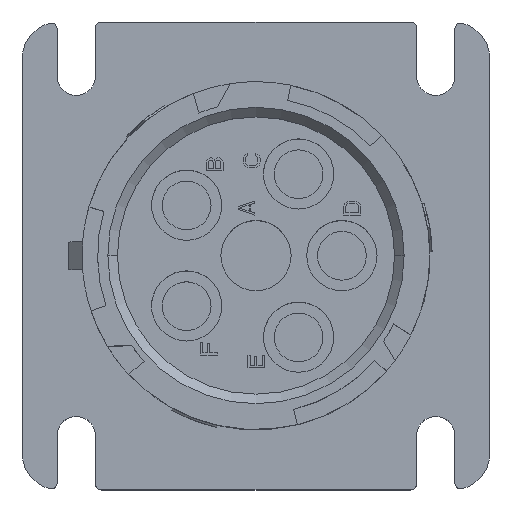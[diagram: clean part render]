
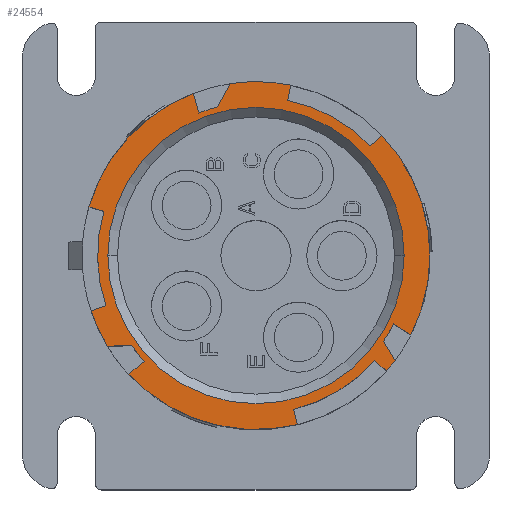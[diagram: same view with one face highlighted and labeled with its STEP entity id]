
A CAD part, top view. The second image highlights one B-rep face of the part: STEP entity #24554.
In plain terms, the highlighted planar face has unit normal (0, 0, 1).
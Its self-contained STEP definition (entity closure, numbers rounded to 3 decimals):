
#6635=CARTESIAN_POINT('',(0.,0.,23.5));
#6636=DIRECTION('',(0.,0.,1.));
#6637=DIRECTION('',(0.199,0.98,0.));
#6638=AXIS2_PLACEMENT_3D('',#6635,#6636,#6637);
#6640=CARTESIAN_POINT('',(0.,0.,23.5));
#6641=DIRECTION('',(0.,0.,1.));
#6642=DIRECTION('',(-0.361,0.933,0.));
#6643=AXIS2_PLACEMENT_3D('',#6640,#6641,#6642);
#6650=CARTESIAN_POINT('',(0.,0.,23.5));
#6651=DIRECTION('',(0.,0.,1.));
#6652=DIRECTION('',(-0.948,-0.317,0.));
#6653=AXIS2_PLACEMENT_3D('',#6650,#6651,#6652);
#6655=CARTESIAN_POINT('',(0.,0.,23.5));
#6656=DIRECTION('',(0.,0.,1.));
#6657=DIRECTION('',(-0.732,-0.681,0.));
#6658=AXIS2_PLACEMENT_3D('',#6655,#6656,#6657);
#6660=CARTESIAN_POINT('',(0.,0.,23.5));
#6661=DIRECTION('',(0.,0.,1.));
#6662=DIRECTION('',(0.749,-0.663,0.));
#6663=AXIS2_PLACEMENT_3D('',#6660,#6661,#6662);
#6665=CARTESIAN_POINT('',(0.,0.,23.5));
#6666=DIRECTION('',(0.,0.,1.));
#6667=DIRECTION('',(0.89,-0.455,0.));
#6668=AXIS2_PLACEMENT_3D('',#6665,#6666,#6667);
#6840=DIRECTION('',(0.722,0.692,0.));
#6841=VECTOR('',#6840,1.3);
#6842=CARTESIAN_POINT('',(9.53,9.133,23.5));
#6843=LINE('',#6842,#6841);
#6844=DIRECTION('',(-0.849,0.528,0.));
#6845=VECTOR('',#6844,1.707);
#6846=CARTESIAN_POINT('',(12.91,-6.602,23.5));
#6847=LINE('',#6846,#6845);
#6848=CARTESIAN_POINT('',(0.,0.,23.5));
#6849=DIRECTION('',(0.,0.,1.));
#6850=DIRECTION('',(0.831,-0.557,0.));
#6851=AXIS2_PLACEMENT_3D('',#6848,#6849,#6850);
#6853=DIRECTION('',(0.517,-0.856,0.));
#6854=VECTOR('',#6853,1.853);
#6855=CARTESIAN_POINT('',(10.632,-7.127,23.5));
#6856=LINE('',#6855,#6854);
#6857=DIRECTION('',(-0.749,0.663,0.));
#6858=VECTOR('',#6857,1.3);
#6859=CARTESIAN_POINT('',(10.859,-9.609,23.5));
#6860=LINE('',#6859,#6858);
#6861=CARTESIAN_POINT('',(0.,0.,23.5));
#6862=DIRECTION('',(0.,0.,1.));
#6863=DIRECTION('',(0.238,-0.971,0.));
#6864=AXIS2_PLACEMENT_3D('',#6861,#6862,#6863);
#6866=DIRECTION('',(0.238,-0.971,0.));
#6867=VECTOR('',#6866,1.3);
#6868=CARTESIAN_POINT('',(3.144,-12.82,23.5));
#6869=LINE('',#6868,#6867);
#6870=DIRECTION('',(0.777,0.629,0.));
#6871=VECTOR('',#6870,1.705);
#6872=CARTESIAN_POINT('',(-10.612,-9.881,23.5));
#6873=LINE('',#6872,#6871);
#6874=CARTESIAN_POINT('',(0.,0.,23.5));
#6875=DIRECTION('',(0.,0.,1.));
#6876=DIRECTION('',(-0.81,-0.586,0.));
#6877=AXIS2_PLACEMENT_3D('',#6874,#6875,#6876);
#6879=DIRECTION('',(-1.,-0.026,0.));
#6880=VECTOR('',#6879,2.006);
#6881=CARTESIAN_POINT('',(-10.373,-7.5,23.5));
#6882=LINE('',#6881,#6880);
#6883=DIRECTION('',(0.948,0.317,0.));
#6884=VECTOR('',#6883,1.3);
#6885=CARTESIAN_POINT('',(-13.751,-4.6,23.5));
#6886=LINE('',#6885,#6884);
#6887=CARTESIAN_POINT('',(0.,0.,23.5));
#6888=DIRECTION('',(0.,0.,1.));
#6889=DIRECTION('',(-0.96,0.279,0.));
#6890=AXIS2_PLACEMENT_3D('',#6887,#6888,#6889);
#6892=DIRECTION('',(-0.96,0.279,0.));
#6893=VECTOR('',#6892,1.3);
#6894=CARTESIAN_POINT('',(-12.675,3.687,23.5));
#6895=LINE('',#6894,#6893);
#6896=DIRECTION('',(0.269,-0.963,0.));
#6897=VECTOR('',#6896,1.709);
#6898=CARTESIAN_POINT('',(-5.227,13.525,23.5));
#6899=LINE('',#6898,#6897);
#6900=CARTESIAN_POINT('',(0.,0.,23.5));
#6901=DIRECTION('',(0.,0.,1.));
#6902=DIRECTION('',(-0.25,0.968,0.));
#6903=AXIS2_PLACEMENT_3D('',#6900,#6901,#6902);
#6905=DIRECTION('',(0.48,0.877,0.));
#6906=VECTOR('',#6905,2.222);
#6907=CARTESIAN_POINT('',(-3.2,12.394,23.5));
#6908=LINE('',#6907,#6906);
#6909=DIRECTION('',(-0.199,-0.98,0.));
#6910=VECTOR('',#6909,1.3);
#6911=CARTESIAN_POINT('',(2.892,14.209,23.5));
#6912=LINE('',#6911,#6910);
#6913=CARTESIAN_POINT('',(0.,0.,23.5));
#6914=DIRECTION('',(0.,0.,1.));
#6915=DIRECTION('',(0.722,0.692,0.));
#6916=AXIS2_PLACEMENT_3D('',#6913,#6914,#6915);
#6918=CARTESIAN_POINT('',(0.,0.,23.5));
#6919=DIRECTION('',(0.,0.,1.));
#6920=DIRECTION('',(1.,0.,0.));
#6921=AXIS2_PLACEMENT_3D('',#6918,#6919,#6920);
#6928=CARTESIAN_POINT('',(0.,0.,23.5));
#6929=DIRECTION('',(0.,0.,1.));
#6930=DIRECTION('',(-1.,0.,0.));
#6931=AXIS2_PLACEMENT_3D('',#6928,#6929,#6930);
#9816=CARTESIAN_POINT('',(-12.675,3.687,23.5));
#9817=CARTESIAN_POINT('',(-13.923,4.05,23.5));
#9818=VERTEX_POINT('',#9816);
#9819=VERTEX_POINT('',#9817);
#9820=CARTESIAN_POINT('',(-13.751,-4.6,23.5));
#9821=CARTESIAN_POINT('',(-12.518,-4.188,23.5));
#9822=VERTEX_POINT('',#9820);
#9823=VERTEX_POINT('',#9821);
#9836=CARTESIAN_POINT('',(-10.612,-9.881,23.5));
#9837=CARTESIAN_POINT('',(-9.287,-8.808,23.5));
#9838=VERTEX_POINT('',#9836);
#9839=VERTEX_POINT('',#9837);
#9840=CARTESIAN_POINT('',(-10.373,-7.5,23.5));
#9841=VERTEX_POINT('',#9840);
#9846=CARTESIAN_POINT('',(-12.378,-7.553,23.5));
#9847=VERTEX_POINT('',#9846);
#9852=CARTESIAN_POINT('',(10.632,-7.127,23.5));
#9853=CARTESIAN_POINT('',(11.59,-8.714,23.5));
#9854=VERTEX_POINT('',#9852);
#9855=VERTEX_POINT('',#9853);
#9856=CARTESIAN_POINT('',(12.91,-6.602,23.5));
#9857=CARTESIAN_POINT('',(11.461,-5.7,23.5));
#9858=VERTEX_POINT('',#9856);
#9859=VERTEX_POINT('',#9857);
#9868=CARTESIAN_POINT('',(-3.2,12.394,23.5));
#9869=CARTESIAN_POINT('',(-2.133,14.342,23.5));
#9870=VERTEX_POINT('',#9868);
#9871=VERTEX_POINT('',#9869);
#9872=CARTESIAN_POINT('',(-5.227,13.525,23.5));
#9873=CARTESIAN_POINT('',(-4.768,11.879,23.5));
#9874=VERTEX_POINT('',#9872);
#9875=VERTEX_POINT('',#9873);
#9928=CARTESIAN_POINT('',(12.35,0.,23.5));
#9929=CARTESIAN_POINT('',(-12.35,0.,23.5));
#9930=VERTEX_POINT('',#9928);
#9931=VERTEX_POINT('',#9929);
#10003=CARTESIAN_POINT('',(3.144,-12.82,23.5));
#10004=CARTESIAN_POINT('',(3.454,-14.083,23.5));
#10005=VERTEX_POINT('',#10003);
#10006=VERTEX_POINT('',#10004);
#10007=CARTESIAN_POINT('',(10.859,-9.609,23.5));
#10008=CARTESIAN_POINT('',(9.886,-8.747,23.5));
#10009=VERTEX_POINT('',#10007);
#10010=VERTEX_POINT('',#10008);
#10046=CARTESIAN_POINT('',(9.53,9.133,23.5));
#10047=CARTESIAN_POINT('',(10.469,10.033,23.5));
#10048=VERTEX_POINT('',#10046);
#10049=VERTEX_POINT('',#10047);
#10050=CARTESIAN_POINT('',(2.892,14.209,23.5));
#10051=CARTESIAN_POINT('',(2.633,12.935,23.5));
#10052=VERTEX_POINT('',#10050);
#10053=VERTEX_POINT('',#10051);
#24501=CARTESIAN_POINT('',(0.,0.,23.5));
#24502=DIRECTION('',(0.,0.,1.));
#24503=DIRECTION('',(0.,1.,0.));
#24504=AXIS2_PLACEMENT_3D('',#24501,#24502,#24503);
#24505=PLANE('',#24504);
#24507=ORIENTED_EDGE('',*,*,#24506,.T.);
#24508=ORIENTED_EDGE('',*,*,#24328,.F.);
#24510=ORIENTED_EDGE('',*,*,#24509,.T.);
#24512=ORIENTED_EDGE('',*,*,#24511,.F.);
#24514=ORIENTED_EDGE('',*,*,#24513,.T.);
#24515=ORIENTED_EDGE('',*,*,#24320,.F.);
#24517=ORIENTED_EDGE('',*,*,#24516,.T.);
#24519=ORIENTED_EDGE('',*,*,#24518,.F.);
#24521=ORIENTED_EDGE('',*,*,#24520,.T.);
#24522=ORIENTED_EDGE('',*,*,#24302,.F.);
#24524=ORIENTED_EDGE('',*,*,#24523,.T.);
#24526=ORIENTED_EDGE('',*,*,#24525,.F.);
#24528=ORIENTED_EDGE('',*,*,#24527,.T.);
#24529=ORIENTED_EDGE('',*,*,#24294,.F.);
#24531=ORIENTED_EDGE('',*,*,#24530,.T.);
#24533=ORIENTED_EDGE('',*,*,#24532,.F.);
#24535=ORIENTED_EDGE('',*,*,#24534,.T.);
#24536=ORIENTED_EDGE('',*,*,#24270,.F.);
#24538=ORIENTED_EDGE('',*,*,#24537,.T.);
#24540=ORIENTED_EDGE('',*,*,#24539,.F.);
#24542=ORIENTED_EDGE('',*,*,#24541,.T.);
#24543=ORIENTED_EDGE('',*,*,#24262,.F.);
#24544=ORIENTED_EDGE('',*,*,#24493,.T.);
#24545=ORIENTED_EDGE('',*,*,#24435,.F.);
#24546=EDGE_LOOP('',(#24507,#24508,#24510,#24512,#24514,#24515,#24517,#24519,
#24521,#24522,#24524,#24526,#24528,#24529,#24531,#24533,#24535,#24536,#24538,
#24540,#24542,#24543,#24544,#24545));
#24547=FACE_OUTER_BOUND('',#24546,.F.);
#24549=ORIENTED_EDGE('',*,*,#24548,.T.);
#24551=ORIENTED_EDGE('',*,*,#24550,.T.);
#24552=EDGE_LOOP('',(#24549,#24551));
#24553=FACE_BOUND('',#24552,.F.);
#24554=ADVANCED_FACE('',(#24547,#24553),#24505,.T.);
#6639=CIRCLE('',#6638,14.5);
#6644=CIRCLE('',#6643,14.5);
#6654=CIRCLE('',#6653,14.5);
#6659=CIRCLE('',#6658,14.5);
#6664=CIRCLE('',#6663,14.5);
#6669=CIRCLE('',#6668,14.5);
#6852=CIRCLE('',#6851,12.8);
#6865=CIRCLE('',#6864,13.2);
#6878=CIRCLE('',#6877,12.8);
#6891=CIRCLE('',#6890,13.2);
#6904=CIRCLE('',#6903,12.8);
#6917=CIRCLE('',#6916,13.2);
#6922=CIRCLE('',#6921,12.35);
#6932=CIRCLE('',#6931,12.35);
#24262=EDGE_CURVE('',#10052,#9871,#6639,.T.);
#24270=EDGE_CURVE('',#9874,#9819,#6644,.T.);
#24294=EDGE_CURVE('',#9822,#9847,#6654,.T.);
#24302=EDGE_CURVE('',#9838,#10006,#6659,.T.);
#24320=EDGE_CURVE('',#10009,#9855,#6664,.T.);
#24328=EDGE_CURVE('',#9858,#10049,#6669,.T.);
#24435=EDGE_CURVE('',#10048,#10053,#6917,.T.);
#24493=EDGE_CURVE('',#10052,#10053,#6912,.T.);
#24506=EDGE_CURVE('',#10048,#10049,#6843,.T.);
#24509=EDGE_CURVE('',#9858,#9859,#6847,.T.);
#24511=EDGE_CURVE('',#9854,#9859,#6852,.T.);
#24513=EDGE_CURVE('',#9854,#9855,#6856,.T.);
#24516=EDGE_CURVE('',#10009,#10010,#6860,.T.);
#24518=EDGE_CURVE('',#10005,#10010,#6865,.T.);
#24520=EDGE_CURVE('',#10005,#10006,#6869,.T.);
#24523=EDGE_CURVE('',#9838,#9839,#6873,.T.);
#24525=EDGE_CURVE('',#9841,#9839,#6878,.T.);
#24527=EDGE_CURVE('',#9841,#9847,#6882,.T.);
#24530=EDGE_CURVE('',#9822,#9823,#6886,.T.);
#24532=EDGE_CURVE('',#9818,#9823,#6891,.T.);
#24534=EDGE_CURVE('',#9818,#9819,#6895,.T.);
#24537=EDGE_CURVE('',#9874,#9875,#6899,.T.);
#24539=EDGE_CURVE('',#9870,#9875,#6904,.T.);
#24541=EDGE_CURVE('',#9870,#9871,#6908,.T.);
#24548=EDGE_CURVE('',#9930,#9931,#6922,.T.);
#24550=EDGE_CURVE('',#9931,#9930,#6932,.T.);
